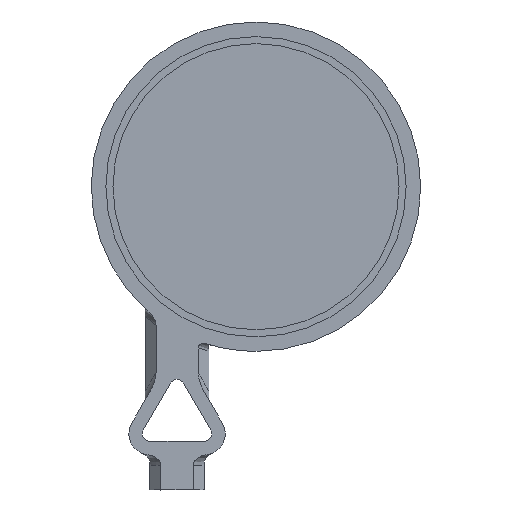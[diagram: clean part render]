
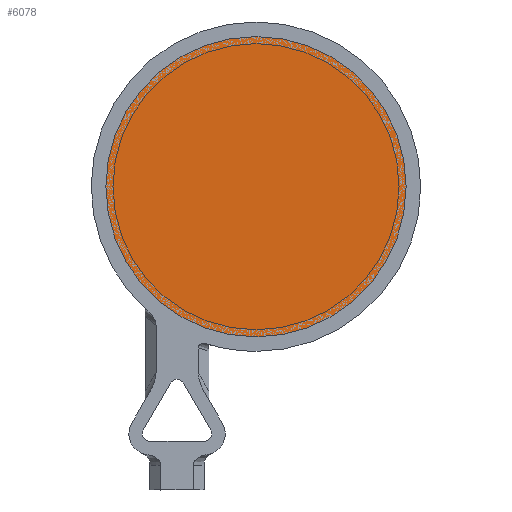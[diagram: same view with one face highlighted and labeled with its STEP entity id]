
A CAD part, front view. The second image highlights one B-rep face of the part: STEP entity #6078.
In plain terms, the highlighted planar face has unit normal (0, -1, 0).
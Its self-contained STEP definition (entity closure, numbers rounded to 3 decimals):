
#80 = DIRECTION ( 'NONE',  ( 0., -1., 0. ) ) ;
#431 = CIRCLE ( 'NONE', #3137, 27.75 ) ;
#1764 = CARTESIAN_POINT ( 'NONE',  ( 0., 90., 0. ) ) ;
#2522 = AXIS2_PLACEMENT_3D ( 'NONE', #1764, #3807, #8263 ) ;
#3074 = PLANE ( 'NONE',  #2522 ) ;
#3137 = AXIS2_PLACEMENT_3D ( 'NONE', #4049, #80, #4783 ) ;
#3266 = AXIS2_PLACEMENT_3D ( 'NONE', #4346, #6403, #6375 ) ;
#3807 = DIRECTION ( 'NONE',  ( 0., -1., 0. ) ) ;
#3852 = EDGE_CURVE ( 'NONE', #4171, #3879, #5040, .T. ) ;
#3879 = VERTEX_POINT ( 'NONE', #8233 ) ;
#4049 = CARTESIAN_POINT ( 'NONE',  ( 0., 90., 0. ) ) ;
#4171 = VERTEX_POINT ( 'NONE', #6504 ) ;
#4247 = EDGE_CURVE ( 'NONE', #3879, #4171, #431, .T. ) ;
#4346 = CARTESIAN_POINT ( 'NONE',  ( 0., 90., 0. ) ) ;
#4783 = DIRECTION ( 'NONE',  ( 0., 0., -1. ) ) ;
#5040 = CIRCLE ( 'NONE', #3266, 27.75 ) ;
#6078 = ADVANCED_FACE ( 'NONE', ( #7656 ), #3074, .T. ) ;
#6375 = DIRECTION ( 'NONE',  ( 0., 0., -1. ) ) ;
#6403 = DIRECTION ( 'NONE',  ( 0., -1., 0. ) ) ;
#6504 = CARTESIAN_POINT ( 'NONE',  ( 0., 90., -27.75 ) ) ;
#6973 = ORIENTED_EDGE ( 'NONE', *, *, #4247, .T. ) ;
#7222 = ORIENTED_EDGE ( 'NONE', *, *, #3852, .T. ) ;
#7656 = FACE_OUTER_BOUND ( 'NONE', #7677, .T. ) ;
#7677 = EDGE_LOOP ( 'NONE', ( #7222, #6973 ) ) ;
#8233 = CARTESIAN_POINT ( 'NONE',  ( 0., 90., 27.75 ) ) ;
#8263 = DIRECTION ( 'NONE',  ( 0., 0., -1. ) ) ;
